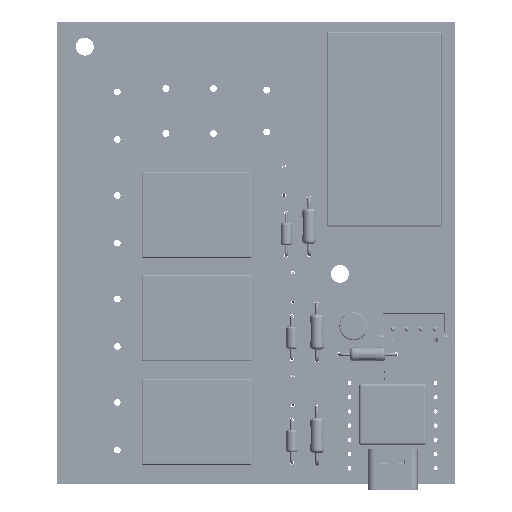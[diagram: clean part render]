
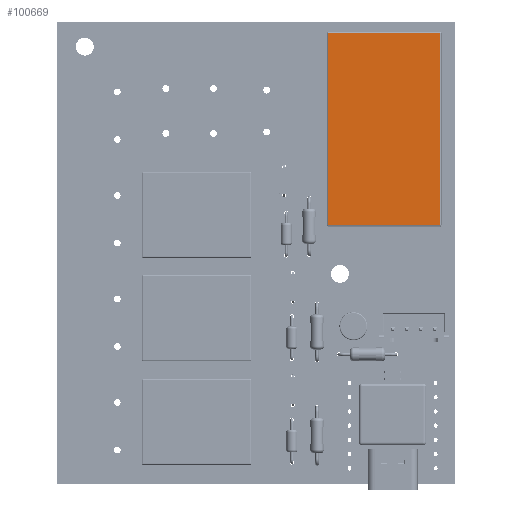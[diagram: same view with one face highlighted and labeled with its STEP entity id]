
A CAD part, top view. The second image highlights one B-rep face of the part: STEP entity #100669.
In plain terms, the highlighted planar face has unit normal (0, 0, 1).
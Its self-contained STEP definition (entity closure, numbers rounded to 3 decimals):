
#100472 = VERTEX_POINT('',#100473);
#100473 = CARTESIAN_POINT('',(31.69,7.5,15.1));
#100480 = EDGE_CURVE('',#100472,#100481,#100483,.T.);
#100481 = VERTEX_POINT('',#100482);
#100482 = CARTESIAN_POINT('',(31.69,-12.5,15.1));
#100483 = LINE('',#100484,#100485);
#100484 = CARTESIAN_POINT('',(31.69,7.5,15.1));
#100485 = VECTOR('',#100486,1.);
#100486 = DIRECTION('',(0.,-1.,0.));
#100669 = ADVANCED_FACE('',(#100670),#100695,.F.);
#100670 = FACE_BOUND('',#100671,.F.);
#100671 = EDGE_LOOP('',(#100672,#100680,#100681,#100689));
#100672 = ORIENTED_EDGE('',*,*,#100673,.T.);
#100673 = EDGE_CURVE('',#100674,#100472,#100676,.T.);
#100674 = VERTEX_POINT('',#100675);
#100675 = CARTESIAN_POINT('',(-2.61,7.5,15.1));
#100676 = LINE('',#100677,#100678);
#100677 = CARTESIAN_POINT('',(-2.61,7.5,15.1));
#100678 = VECTOR('',#100679,1.);
#100679 = DIRECTION('',(1.,0.,0.));
#100680 = ORIENTED_EDGE('',*,*,#100480,.T.);
#100681 = ORIENTED_EDGE('',*,*,#100682,.T.);
#100682 = EDGE_CURVE('',#100481,#100683,#100685,.T.);
#100683 = VERTEX_POINT('',#100684);
#100684 = CARTESIAN_POINT('',(-2.61,-12.5,15.1));
#100685 = LINE('',#100686,#100687);
#100686 = CARTESIAN_POINT('',(31.69,-12.5,15.1));
#100687 = VECTOR('',#100688,1.);
#100688 = DIRECTION('',(-1.,0.,0.));
#100689 = ORIENTED_EDGE('',*,*,#100690,.T.);
#100690 = EDGE_CURVE('',#100683,#100674,#100691,.T.);
#100691 = LINE('',#100692,#100693);
#100692 = CARTESIAN_POINT('',(-2.61,-12.5,15.1));
#100693 = VECTOR('',#100694,1.);
#100694 = DIRECTION('',(0.,1.,0.));
#100695 = PLANE('',#100696);
#100696 = AXIS2_PLACEMENT_3D('',#100697,#100698,#100699);
#100697 = CARTESIAN_POINT('',(14.54,-2.5,15.1));
#100698 = DIRECTION('',(-0.,-0.,-1.));
#100699 = DIRECTION('',(-1.,0.,0.));
